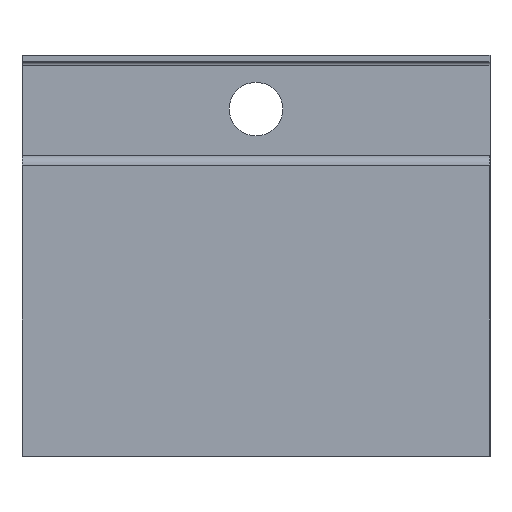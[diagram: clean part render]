
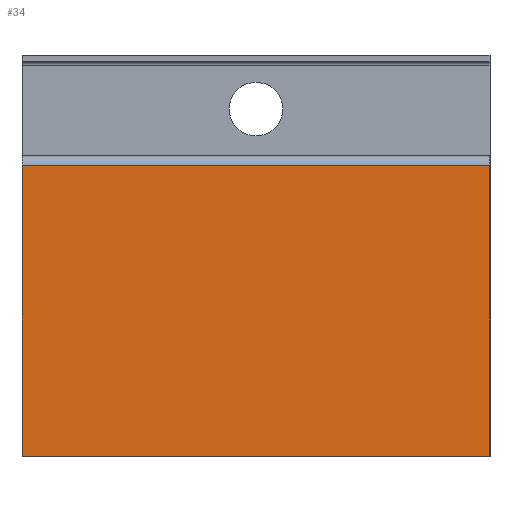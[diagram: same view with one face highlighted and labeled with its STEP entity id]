
A CAD part, top view. The second image highlights one B-rep face of the part: STEP entity #34.
In plain terms, the highlighted planar face has unit normal (0, 0, 1).
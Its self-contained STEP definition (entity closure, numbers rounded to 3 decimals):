
#34=ADVANCED_FACE('',(#72),#636,.T.);
#72=FACE_OUTER_BOUND('',#110,.T.);
#110=EDGE_LOOP('',(#165,#166,#167,#168));
#165=ORIENTED_EDGE('',*,*,#359,.T.);
#166=ORIENTED_EDGE('',*,*,#360,.T.);
#167=ORIENTED_EDGE('',*,*,#361,.F.);
#168=ORIENTED_EDGE('',*,*,#357,.F.);
#357=EDGE_CURVE('',#576,#577,#536,.T.);
#359=EDGE_CURVE('',#576,#578,#538,.T.);
#360=EDGE_CURVE('',#578,#579,#539,.T.);
#361=EDGE_CURVE('',#577,#579,#540,.T.);
#536=(
BOUNDED_CURVE()
B_SPLINE_CURVE(1,(#964,#965),.UNSPECIFIED.,.F.,.F.)
B_SPLINE_CURVE_WITH_KNOTS((2,2),(0.,350.),.UNSPECIFIED.)
CURVE()
GEOMETRIC_REPRESENTATION_ITEM()
RATIONAL_B_SPLINE_CURVE((1.,1.))
REPRESENTATION_ITEM('')
);
#538=(
BOUNDED_CURVE()
B_SPLINE_CURVE(2,(#969,#970,#971),.UNSPECIFIED.,.F.,.F.)
B_SPLINE_CURVE_WITH_KNOTS((3,3),(403.927,621.427),
 .UNSPECIFIED.)
CURVE()
GEOMETRIC_REPRESENTATION_ITEM()
RATIONAL_B_SPLINE_CURVE((1.,1.,1.))
REPRESENTATION_ITEM('')
);
#539=(
BOUNDED_CURVE()
B_SPLINE_CURVE(1,(#972,#973),.UNSPECIFIED.,.F.,.F.)
B_SPLINE_CURVE_WITH_KNOTS((2,2),(0.,350.),.UNSPECIFIED.)
CURVE()
GEOMETRIC_REPRESENTATION_ITEM()
RATIONAL_B_SPLINE_CURVE((1.,1.))
REPRESENTATION_ITEM('')
);
#540=(
BOUNDED_CURVE()
B_SPLINE_CURVE(2,(#974,#975,#976),.UNSPECIFIED.,.F.,.F.)
B_SPLINE_CURVE_WITH_KNOTS((3,3),(403.927,621.427),
 .UNSPECIFIED.)
CURVE()
GEOMETRIC_REPRESENTATION_ITEM()
RATIONAL_B_SPLINE_CURVE((1.,1.,1.))
REPRESENTATION_ITEM('')
);
#576=VERTEX_POINT('',#925);
#577=VERTEX_POINT('',#926);
#578=VERTEX_POINT('',#927);
#579=VERTEX_POINT('',#928);
#636=PLANE('',#759);
#759=AXIS2_PLACEMENT_3D('',#908,#821,$);
#821=DIRECTION('',(0.,0.,1.));
#908=CARTESIAN_POINT('',(-436.276,-185.793,-192.411));
#925=CARTESIAN_POINT('',(-436.276,-185.793,-192.411));
#926=CARTESIAN_POINT('',(-786.276,-185.793,-192.411));
#927=CARTESIAN_POINT('',(-436.276,31.707,-192.411));
#928=CARTESIAN_POINT('',(-786.276,31.707,-192.411));
#964=CARTESIAN_POINT('',(-436.276,-185.793,-192.411));
#965=CARTESIAN_POINT('',(-786.276,-185.793,-192.411));
#969=CARTESIAN_POINT('',(-436.276,-185.793,-192.411));
#970=CARTESIAN_POINT('',(-436.276,-77.043,-192.411));
#971=CARTESIAN_POINT('',(-436.276,31.707,-192.411));
#972=CARTESIAN_POINT('',(-436.276,31.707,-192.411));
#973=CARTESIAN_POINT('',(-786.276,31.707,-192.411));
#974=CARTESIAN_POINT('',(-786.276,-185.793,-192.411));
#975=CARTESIAN_POINT('',(-786.276,-77.043,-192.411));
#976=CARTESIAN_POINT('',(-786.276,31.707,-192.411));
